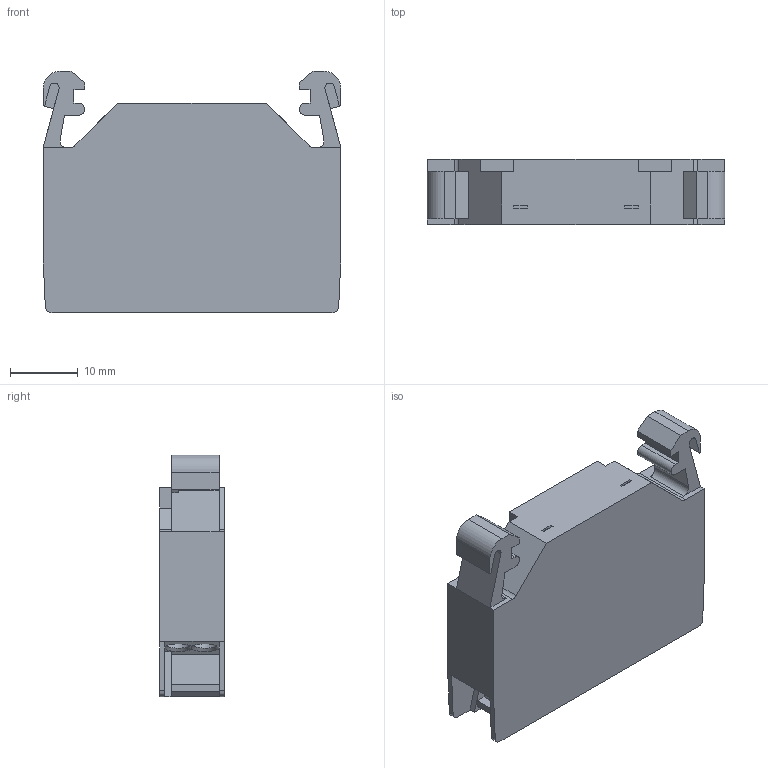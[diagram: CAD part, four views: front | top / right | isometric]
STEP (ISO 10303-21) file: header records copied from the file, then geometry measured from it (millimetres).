
FILE_DESCRIPTION(/* description */ (''),/* implementation_level */ '2;1');
FILE_NAME(/* name */ 'DB_ipt.stp',/* time_stamp */ '2017-12-20T12:56:00+01:00',/* author */ ('ahoffmann'),/* organization */ (''),/* preprocessor_version */ 'ST-DEVELOPER v16.1',/* originating_system */ 'Autodesk Inventor 2016',/* authorisation */ '');
FILE_SCHEMA (('AUTOMOTIVE_DESIGN { 1 0 10303 214 3 1 1 }'));
Length unit declared in the file: centimetre
Products named in the file (1): DB_vereinfacht
Bounding box: 44 x 9.6 x 35.7 mm (x, y, z)
Volume: 10673.2 mm3; surface area: 6207 mm2
Topology: 1 solids, 9 shells, 255 faces, 676 edges, 446 vertices
Faces by surface type: plane 211, cylinder 40, cone 4
Full cylindrical faces by diameter (mm): 1.6 x2, 2.2 x2, 2.3 x2, 3.5 x4
Entity records: 7732 total; most frequent: CARTESIAN_POINT 1374, ORIENTED_EDGE 1316, DIRECTION 1254, EDGE_CURVE 658, LINE 562, VECTOR 562, VERTEX_POINT 442, AXIS2_PLACEMENT_3D 346
